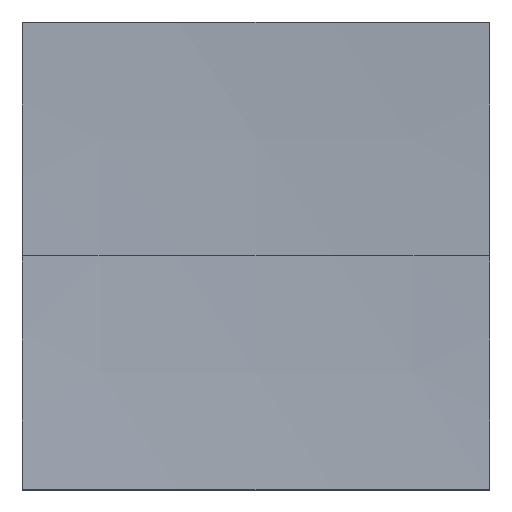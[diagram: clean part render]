
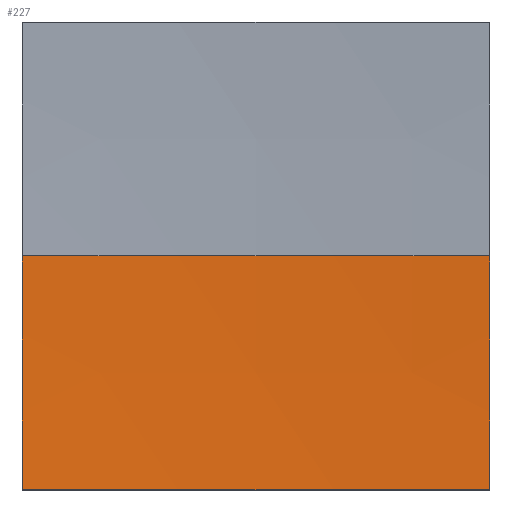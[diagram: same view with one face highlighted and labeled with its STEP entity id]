
A CAD part, top view. The second image highlights one B-rep face of the part: STEP entity #227.
In plain terms, the highlighted spherical face has radius 500 mm.
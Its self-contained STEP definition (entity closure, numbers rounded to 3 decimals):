
#1 = DIRECTION ( 'NONE',  ( 0., 0., -1. ) ) ;
#5 = DIRECTION ( 'NONE',  ( 1., 0., 0. ) ) ;
#8 = ORIENTED_EDGE ( 'NONE', *, *, #144, .F. ) ;
#11 = FACE_OUTER_BOUND ( 'NONE', #245, .T. ) ;
#18 = DIRECTION ( 'NONE',  ( 1., 0., 0. ) ) ;
#26 = EDGE_CURVE ( 'NONE', #90, #221, #103, .T. ) ;
#29 = CARTESIAN_POINT ( 'NONE',  ( 0., 0., 509. ) ) ;
#40 = DIRECTION ( 'NONE',  ( 0., -1., 0. ) ) ;
#42 = CARTESIAN_POINT ( 'NONE',  ( 0., 0., 9. ) ) ;
#47 = DIRECTION ( 'NONE',  ( 0., 1., 0. ) ) ;
#54 = ORIENTED_EDGE ( 'NONE', *, *, #164, .F. ) ;
#56 = CARTESIAN_POINT ( 'NONE',  ( -25., 0., 509. ) ) ;
#61 = DIRECTION ( 'NONE',  ( 0., 1., 0. ) ) ;
#69 = ORIENTED_EDGE ( 'NONE', *, *, #166, .T. ) ;
#73 = DIRECTION ( 'NONE',  ( 0., 1., 0. ) ) ;
#75 = CARTESIAN_POINT ( 'NONE',  ( 0., 0., 509. ) ) ;
#87 = VERTEX_POINT ( 'NONE', #91 ) ;
#88 = CARTESIAN_POINT ( 'NONE',  ( -25., -25., 10.252 ) ) ;
#90 = VERTEX_POINT ( 'NONE', #173 ) ;
#91 = CARTESIAN_POINT ( 'NONE',  ( -25., 0., 9.625 ) ) ;
#95 = EDGE_CURVE ( 'NONE', #90, #189, #122, .T. ) ;
#103 = CIRCLE ( 'NONE', #110, 499.375 ) ;
#105 = CIRCLE ( 'NONE', #158, 500. ) ;
#110 = AXIS2_PLACEMENT_3D ( 'NONE', #116, #112, #130 ) ;
#112 = DIRECTION ( 'NONE',  ( 0., 1., 0. ) ) ;
#116 = CARTESIAN_POINT ( 'NONE',  ( 0., -25., 509. ) ) ;
#122 = CIRCLE ( 'NONE', #180, 499.375 ) ;
#124 = AXIS2_PLACEMENT_3D ( 'NONE', #56, #176, #139 ) ;
#130 = DIRECTION ( 'NONE',  ( 0., 0., 1. ) ) ;
#132 = CARTESIAN_POINT ( 'NONE',  ( 25., 0., 9.625 ) ) ;
#134 = CARTESIAN_POINT ( 'NONE',  ( 25., 0., 509. ) ) ;
#139 = DIRECTION ( 'NONE',  ( 0., 1., 0. ) ) ;
#141 = CIRCLE ( 'NONE', #124, 499.375 ) ;
#143 = AXIS2_PLACEMENT_3D ( 'NONE', #29, #47, #5 ) ;
#144 = EDGE_CURVE ( 'NONE', #186, #189, #218, .T. ) ;
#157 = CARTESIAN_POINT ( 'NONE',  ( 0., 0., 509. ) ) ;
#158 = AXIS2_PLACEMENT_3D ( 'NONE', #157, #73, #225 ) ;
#164 = EDGE_CURVE ( 'NONE', #221, #87, #141, .T. ) ;
#165 = SPHERICAL_SURFACE ( 'NONE', #143, 500. ) ;
#166 = EDGE_CURVE ( 'NONE', #186, #87, #105, .T. ) ;
#173 = CARTESIAN_POINT ( 'NONE',  ( 25., -25., 10.252 ) ) ;
#176 = DIRECTION ( 'NONE',  ( 1., 0., 0. ) ) ;
#180 = AXIS2_PLACEMENT_3D ( 'NONE', #134, #18, #61 ) ;
#186 = VERTEX_POINT ( 'NONE', #42 ) ;
#189 = VERTEX_POINT ( 'NONE', #132 ) ;
#194 = ORIENTED_EDGE ( 'NONE', *, *, #95, .T. ) ;
#218 = CIRCLE ( 'NONE', #234, 500. ) ;
#221 = VERTEX_POINT ( 'NONE', #88 ) ;
#225 = DIRECTION ( 'NONE',  ( -1., 0., 0. ) ) ;
#227 = ADVANCED_FACE ( 'NONE', ( #11 ), #165, .F. ) ;
#234 = AXIS2_PLACEMENT_3D ( 'NONE', #75, #40, #1 ) ;
#244 = ORIENTED_EDGE ( 'NONE', *, *, #26, .F. ) ;
#245 = EDGE_LOOP ( 'NONE', ( #8, #69, #54, #244, #194 ) ) ;
